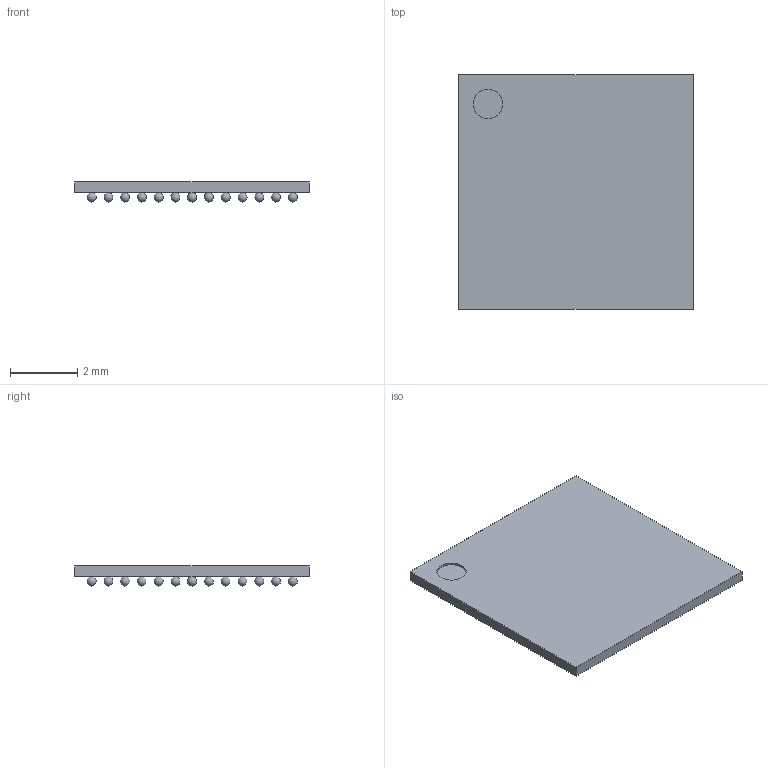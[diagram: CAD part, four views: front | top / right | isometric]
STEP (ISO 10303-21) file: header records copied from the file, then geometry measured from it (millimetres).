
FILE_DESCRIPTION(('FreeCAD Model'),'2;1');
FILE_NAME('13693916.1.1.stp','2021-05-27T11:18:25',( 'Author'),(''),'Open CASCADE STEP processor 6.9','FreeCAD','Unknown' );
FILE_SCHEMA(('AUTOMOTIVE_DESIGN { 1 0 10303 214 1 1 1 1 }'));
Length unit declared in the file: millimetre
Products named in the file (3): ASSEMBLY; Array; Body
Assembly tree (2 placements, depth 2):
  ASSEMBLY
    Array
    Body
Bounding box: 7 x 7 x 0.6 mm (x, y, z)
Volume: 17.6 mm3; surface area: 148.7 mm2
Topology: 170 solids, 170 shells, 177 faces, 522 edges, 348 vertices
Faces by surface type: sphere 169, plane 7, cylinder 1
Full cylindrical faces by diameter (mm): 0.875 x1
Entity records: 4004 total; most frequent: DIRECTION 407, CARTESIAN_POINT 404, AXIS2_PLACEMENT_3D 182, VERTEX_POINT 179, FACE_BOUND 178, ADVANCED_FACE 177, MANIFOLD_SOLID_BREP 170, CLOSED_SHELL 170
